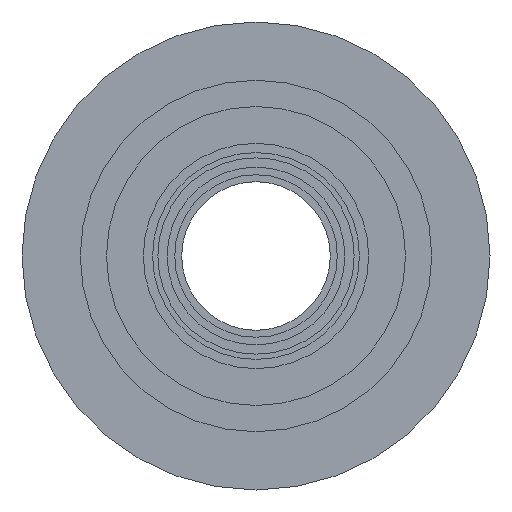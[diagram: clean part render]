
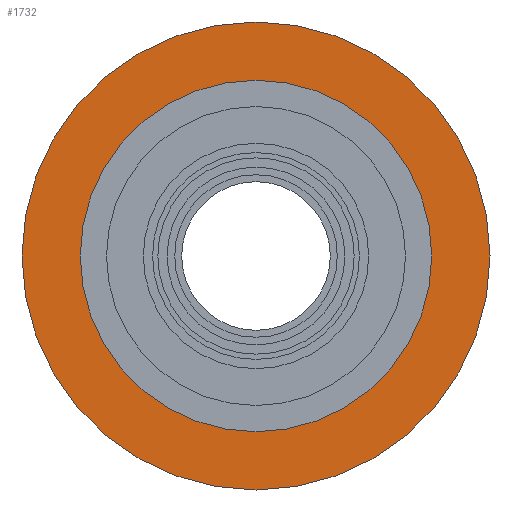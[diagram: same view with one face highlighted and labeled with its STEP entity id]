
A CAD part, front view. The second image highlights one B-rep face of the part: STEP entity #1732.
In plain terms, the highlighted planar face has unit normal (0, -1, 0).
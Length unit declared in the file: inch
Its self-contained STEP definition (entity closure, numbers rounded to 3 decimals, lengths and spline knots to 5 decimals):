
#36 = FACE_BOUND ( 'NONE', #1890, .T. ) ;
#45 = FACE_OUTER_BOUND ( 'NONE', #1843, .T. ) ;
#101 = EDGE_CURVE ( 'NONE', #2015, #2110, #1362, .T. ) ;
#113 = EDGE_CURVE ( 'NONE', #2724, #2117, #1459, .T. ) ;
#116 = EDGE_CURVE ( 'NONE', #2117, #2724, #1354, .T. ) ;
#124 = EDGE_CURVE ( 'NONE', #2110, #2015, #1400, .T. ) ;
#909 = AXIS2_PLACEMENT_3D ( 'NONE', #1564, #1574, #1575 ) ;
#1276 = AXIS2_PLACEMENT_3D ( 'NONE', #2834, #2833, #2832 ) ;
#1285 = AXIS2_PLACEMENT_3D ( 'NONE', #2858, #2857, #2856 ) ;
#1287 = AXIS2_PLACEMENT_3D ( 'NONE', #2863, #2862, #2861 ) ;
#1298 = AXIS2_PLACEMENT_3D ( 'NONE', #2904, #2903, #2902 ) ;
#1354 = CIRCLE ( 'NONE', #1285, 1.08 ) ;
#1362 = CIRCLE ( 'NONE', #1298, 0.811 ) ;
#1400 = CIRCLE ( 'NONE', #1276, 0.811 ) ;
#1459 = CIRCLE ( 'NONE', #1287, 1.08 ) ;
#1564 = CARTESIAN_POINT ( 'NONE',  ( -1.08, -0.87271, 0. ) ) ;
#1572 = PLANE ( 'NONE',  #909 ) ;
#1574 = DIRECTION ( 'NONE',  ( 0., -1., 0. ) ) ;
#1575 = DIRECTION ( 'NONE',  ( 0., 0., -1. ) ) ;
#1596 = CARTESIAN_POINT ( 'NONE',  ( 0., -0.87271, -0.811 ) ) ;
#1732 = ADVANCED_FACE ( 'NONE', ( #36, #45 ), #1572, .T. ) ;
#1843 = EDGE_LOOP ( 'NONE', ( #2542, #2565 ) ) ;
#1890 = EDGE_LOOP ( 'NONE', ( #2606, #2639 ) ) ;
#2015 = VERTEX_POINT ( 'NONE', #1596 ) ;
#2110 = VERTEX_POINT ( 'NONE', #2213 ) ;
#2117 = VERTEX_POINT ( 'NONE', #2218 ) ;
#2213 = CARTESIAN_POINT ( 'NONE',  ( 0., -0.87271, 0.811 ) ) ;
#2218 = CARTESIAN_POINT ( 'NONE',  ( 0., -0.87271, -1.08 ) ) ;
#2248 = CARTESIAN_POINT ( 'NONE',  ( 0., -0.87271, 1.08 ) ) ;
#2542 = ORIENTED_EDGE ( 'NONE', *, *, #113, .F. ) ;
#2565 = ORIENTED_EDGE ( 'NONE', *, *, #116, .F. ) ;
#2606 = ORIENTED_EDGE ( 'NONE', *, *, #124, .T. ) ;
#2639 = ORIENTED_EDGE ( 'NONE', *, *, #101, .T. ) ;
#2724 = VERTEX_POINT ( 'NONE', #2248 ) ;
#2832 = DIRECTION ( 'NONE',  ( 0., 0., 1. ) ) ;
#2833 = DIRECTION ( 'NONE',  ( 0., 1., 0. ) ) ;
#2834 = CARTESIAN_POINT ( 'NONE',  ( 0., -0.87271, 0. ) ) ;
#2856 = DIRECTION ( 'NONE',  ( 0., 0., 1. ) ) ;
#2857 = DIRECTION ( 'NONE',  ( 0., 1., 0. ) ) ;
#2858 = CARTESIAN_POINT ( 'NONE',  ( 0., -0.87271, 0. ) ) ;
#2861 = DIRECTION ( 'NONE',  ( 0., 0., 1. ) ) ;
#2862 = DIRECTION ( 'NONE',  ( 0., 1., 0. ) ) ;
#2863 = CARTESIAN_POINT ( 'NONE',  ( 0., -0.87271, 0. ) ) ;
#2902 = DIRECTION ( 'NONE',  ( 0., 0., 1. ) ) ;
#2903 = DIRECTION ( 'NONE',  ( 0., 1., 0. ) ) ;
#2904 = CARTESIAN_POINT ( 'NONE',  ( 0., -0.87271, 0. ) ) ;
